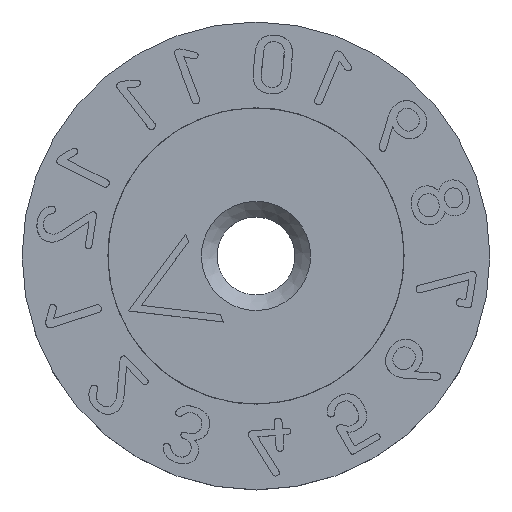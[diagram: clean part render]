
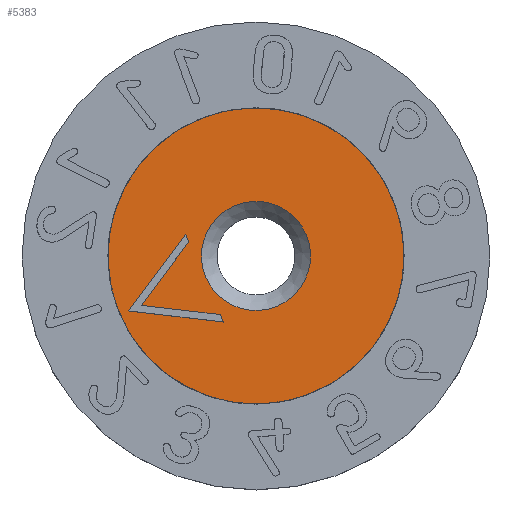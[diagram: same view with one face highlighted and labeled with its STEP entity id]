
A CAD part, top view. The second image highlights one B-rep face of the part: STEP entity #5383.
In plain terms, the highlighted planar face has unit normal (0, 0, 1).
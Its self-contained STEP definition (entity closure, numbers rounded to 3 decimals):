
#46=CIRCLE('',#5561,3.5);
#49=CIRCLE('',#5566,9.5);
#76=FACE_BOUND('',#787,.T.);
#77=FACE_BOUND('',#788,.T.);
#179=PLANE('',#5565);
#470=FACE_OUTER_BOUND('',#786,.T.);
#786=EDGE_LOOP('',(#4893));
#787=EDGE_LOOP('',(#4894,#4895,#4896,#4897,#4898,#4899));
#788=EDGE_LOOP('',(#4900));
#1189=LINE('',#10257,#1605);
#1193=LINE('',#10265,#1609);
#1196=LINE('',#10271,#1612);
#1199=LINE('',#10277,#1615);
#1202=LINE('',#10283,#1618);
#1205=LINE('',#10288,#1621);
#1605=VECTOR('',#6192,10.);
#1609=VECTOR('',#6198,10.);
#1612=VECTOR('',#6203,10.);
#1615=VECTOR('',#6208,10.);
#1618=VECTOR('',#6213,10.);
#1621=VECTOR('',#6218,10.);
#2503=VERTEX_POINT('',#10255);
#2504=VERTEX_POINT('',#10256);
#2507=VERTEX_POINT('',#10264);
#2509=VERTEX_POINT('',#10270);
#2511=VERTEX_POINT('',#10276);
#2513=VERTEX_POINT('',#10282);
#2515=VERTEX_POINT('',#10292);
#2518=VERTEX_POINT('',#10302);
#3290=EDGE_CURVE('',#2503,#2504,#1189,.T.);
#3294=EDGE_CURVE('',#2504,#2507,#1193,.T.);
#3297=EDGE_CURVE('',#2507,#2509,#1196,.T.);
#3300=EDGE_CURVE('',#2509,#2511,#1199,.T.);
#3303=EDGE_CURVE('',#2511,#2513,#1202,.T.);
#3306=EDGE_CURVE('',#2513,#2503,#1205,.T.);
#3308=EDGE_CURVE('',#2515,#2515,#46,.T.);
#3313=EDGE_CURVE('',#2518,#2518,#49,.T.);
#4893=ORIENTED_EDGE('',*,*,#3313,.T.);
#4894=ORIENTED_EDGE('',*,*,#3290,.T.);
#4895=ORIENTED_EDGE('',*,*,#3294,.T.);
#4896=ORIENTED_EDGE('',*,*,#3297,.T.);
#4897=ORIENTED_EDGE('',*,*,#3300,.T.);
#4898=ORIENTED_EDGE('',*,*,#3303,.T.);
#4899=ORIENTED_EDGE('',*,*,#3306,.T.);
#4900=ORIENTED_EDGE('',*,*,#3308,.F.);
#5383=ADVANCED_FACE('',(#470,#76,#77),#179,.T.);
#5561=AXIS2_PLACEMENT_3D('',#10293,#6224,#6225);
#5565=AXIS2_PLACEMENT_3D('',#10301,#6234,#6235);
#5566=AXIS2_PLACEMENT_3D('',#10303,#6236,#6237);
#6192=DIRECTION('',(-0.001,-1.,0.));
#6198=DIRECTION('',(-0.866,0.501,0.));
#6203=DIRECTION('',(0.866,0.499,0.));
#6208=DIRECTION('',(-0.001,-1.,0.));
#6213=DIRECTION('',(-0.866,-0.499,0.));
#6218=DIRECTION('',(0.866,-0.501,0.));
#6224=DIRECTION('center_axis',(0.,0.,1.));
#6225=DIRECTION('ref_axis',(-1.,0.,0.));
#6234=DIRECTION('center_axis',(0.,0.,1.));
#6235=DIRECTION('ref_axis',(1.,0.,0.));
#6236=DIRECTION('center_axis',(0.,0.,1.));
#6237=DIRECTION('ref_axis',(1.,0.,0.));
#10255=CARTESIAN_POINT('',(-3.603,-2.539,4.8));
#10256=CARTESIAN_POINT('',(-3.604,-3.059,4.8));
#10257=CARTESIAN_POINT('',(-3.603,-1.528,4.8));
#10264=CARTESIAN_POINT('',(-8.899,0.002,4.8));
#10265=CARTESIAN_POINT('',(-5.563,-1.926,4.8));
#10270=CARTESIAN_POINT('',(-3.6,3.057,4.8));
#10271=CARTESIAN_POINT('',(-2.911,3.455,4.8));
#10276=CARTESIAN_POINT('',(-3.6,2.538,4.8));
#10277=CARTESIAN_POINT('',(-3.601,1.27,4.8));
#10282=CARTESIAN_POINT('',(-7.999,0.002,4.8));
#10283=CARTESIAN_POINT('',(-4.998,1.732,4.8));
#10288=CARTESIAN_POINT('',(-2.803,-3.002,4.8));
#10292=CARTESIAN_POINT('',(3.5,0.,4.8));
#10293=CARTESIAN_POINT('Origin',(0.,0.,4.8));
#10301=CARTESIAN_POINT('Origin',(0.,0.,4.8));
#10302=CARTESIAN_POINT('',(-9.5,0.,4.8));
#10303=CARTESIAN_POINT('Origin',(0.,0.,4.8));
